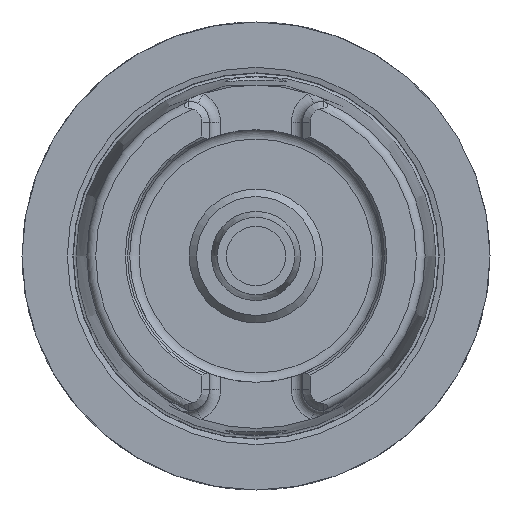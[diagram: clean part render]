
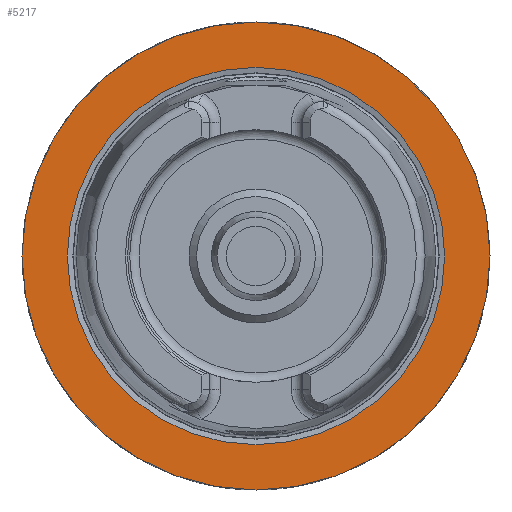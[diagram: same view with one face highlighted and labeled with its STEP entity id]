
A CAD part, left-side view. The second image highlights one B-rep face of the part: STEP entity #5217.
In plain terms, the highlighted planar face has unit normal (-1, 0, 0).
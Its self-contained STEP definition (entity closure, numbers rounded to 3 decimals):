
#4408=CARTESIAN_POINT('',(0.0,31.5,0.0));
#4409=VERTEX_POINT('',#4408);
#4410=CARTESIAN_POINT('',(0.0,0.0,0.0));
#4411=DIRECTION('',(1.0,0.0,0.0));
#4412=DIRECTION('',(0.0,1.0,0.0));
#4413=AXIS2_PLACEMENT_3D('',#4410,#4411,#4412);
#4414=CIRCLE('',#4413,31.5);
#4415=EDGE_CURVE('',#4409,#4409,#4414,.T.);
#5191=CARTESIAN_POINT('',(0.0,25.4,0.0));
#5192=VERTEX_POINT('',#5191);
#5193=CARTESIAN_POINT('',(0.0,0.0,0.0));
#5194=DIRECTION('',(1.0,0.0,0.0));
#5195=DIRECTION('',(0.0,1.0,0.0));
#5196=AXIS2_PLACEMENT_3D('',#5193,#5194,#5195);
#5197=CIRCLE('',#5196,25.4);
#5198=EDGE_CURVE('',#5192,#5192,#5197,.T.);
#5206=CARTESIAN_POINT('',(0.0,28.45,0.0));
#5207=DIRECTION('',(-1.0,0.0,0.0));
#5208=DIRECTION('',(0.0,0.0,1.0));
#5209=AXIS2_PLACEMENT_3D('',#5206,#5207,#5208);
#5210=PLANE('',#5209);
#5211=ORIENTED_EDGE('',*,*,#4415,.F.);
#5212=EDGE_LOOP('',(#5211));
#5213=FACE_OUTER_BOUND('',#5212,.T.);
#5214=ORIENTED_EDGE('',*,*,#5198,.T.);
#5215=EDGE_LOOP('',(#5214));
#5216=FACE_BOUND('',#5215,.T.);
#5217=ADVANCED_FACE('',(#5213,#5216),#5210,.T.);
